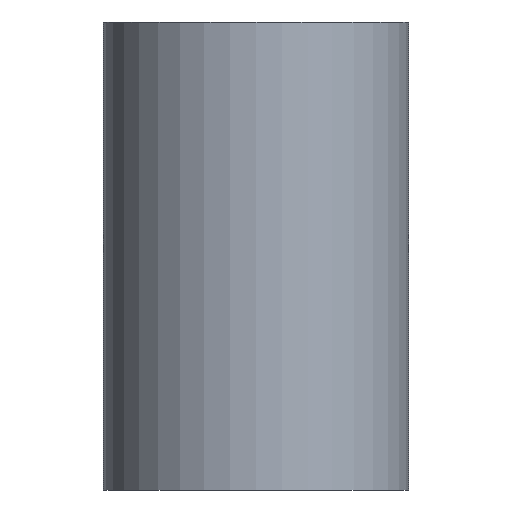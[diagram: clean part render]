
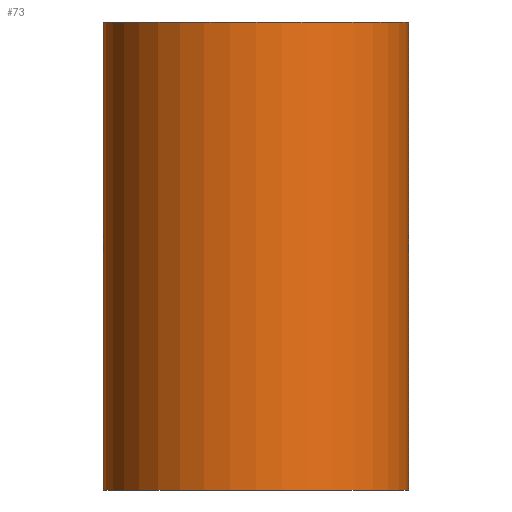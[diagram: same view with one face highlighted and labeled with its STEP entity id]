
A CAD part, front view. The second image highlights one B-rep face of the part: STEP entity #73.
In plain terms, the highlighted cylindrical face has radius 16.3 mm (diameter 32.6 mm), a partial arc.
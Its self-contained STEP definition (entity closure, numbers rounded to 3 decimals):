
#30 = EDGE_CURVE ( 'NONE', #52, #59, #180, .T. ) ;
#39 = EDGE_LOOP ( 'NONE', ( #129, #97, #93, #85 ) ) ;
#52 = VERTEX_POINT ( 'NONE', #146 ) ;
#53 = VERTEX_POINT ( 'NONE', #145 ) ;
#55 = EDGE_CURVE ( 'NONE', #53, #56, #144, .T. ) ;
#56 = VERTEX_POINT ( 'NONE', #140 ) ;
#59 = VERTEX_POINT ( 'NONE', #242 ) ;
#61 = EDGE_CURVE ( 'NONE', #56, #59, #241, .T. ) ;
#73 = ADVANCED_FACE ( 'NONE', ( #253 ), #252, .T. ) ;
#85 = ORIENTED_EDGE ( 'NONE', *, *, #61, .F. ) ;
#93 = ORIENTED_EDGE ( 'NONE', *, *, #30, .T. ) ;
#97 = ORIENTED_EDGE ( 'NONE', *, *, #98, .T. ) ;
#98 = EDGE_CURVE ( 'NONE', #53, #52, #352, .T. ) ;
#129 = ORIENTED_EDGE ( 'NONE', *, *, #55, .F. ) ;
#140 = CARTESIAN_POINT ( 'NONE',  ( -16.3, 0., 0. ) ) ;
#141 = DIRECTION ( 'NONE',  ( 0., 0., 1. ) ) ;
#142 = VECTOR ( 'NONE', #141, 1000. ) ;
#143 = CARTESIAN_POINT ( 'NONE',  ( -16.3, 0., 0. ) ) ;
#144 = LINE ( 'NONE', #143, #142 ) ;
#145 = CARTESIAN_POINT ( 'NONE',  ( -16.3, 0., -50. ) ) ;
#146 = CARTESIAN_POINT ( 'NONE',  ( 16.3, 0., -50. ) ) ;
#162 = DIRECTION ( 'NONE',  ( 0., 0., 1. ) ) ;
#163 = VECTOR ( 'NONE', #162, 1000. ) ;
#164 = CARTESIAN_POINT ( 'NONE',  ( 16.3, 0., 0. ) ) ;
#180 = LINE ( 'NONE', #164, #163 ) ;
#208 = DIRECTION ( 'NONE',  ( 0., 0., 1. ) ) ;
#209 = CARTESIAN_POINT ( 'NONE',  ( 0., 0., 0. ) ) ;
#210 = AXIS2_PLACEMENT_3D ( 'NONE', #209, #208, #265 ) ;
#241 = CIRCLE ( 'NONE', #210, 16.3 ) ;
#242 = CARTESIAN_POINT ( 'NONE',  ( 16.3, 0., 0. ) ) ;
#247 = DIRECTION ( 'NONE',  ( 1., 0., 0. ) ) ;
#248 = DIRECTION ( 'NONE',  ( 0., 0., 1. ) ) ;
#249 = CARTESIAN_POINT ( 'NONE',  ( 0., 0., 0. ) ) ;
#250 = AXIS2_PLACEMENT_3D ( 'NONE', #249, #248, #247 ) ;
#252 = CYLINDRICAL_SURFACE ( 'NONE', #250, 16.3 ) ;
#253 = FACE_OUTER_BOUND ( 'NONE', #39, .T. ) ;
#265 = DIRECTION ( 'NONE',  ( 1., 0., 0. ) ) ;
#348 = DIRECTION ( 'NONE',  ( 1., 0., 0. ) ) ;
#349 = DIRECTION ( 'NONE',  ( 0., 0., 1. ) ) ;
#350 = CARTESIAN_POINT ( 'NONE',  ( 0., 0., -50. ) ) ;
#351 = AXIS2_PLACEMENT_3D ( 'NONE', #350, #349, #348 ) ;
#352 = CIRCLE ( 'NONE', #351, 16.3 ) ;
